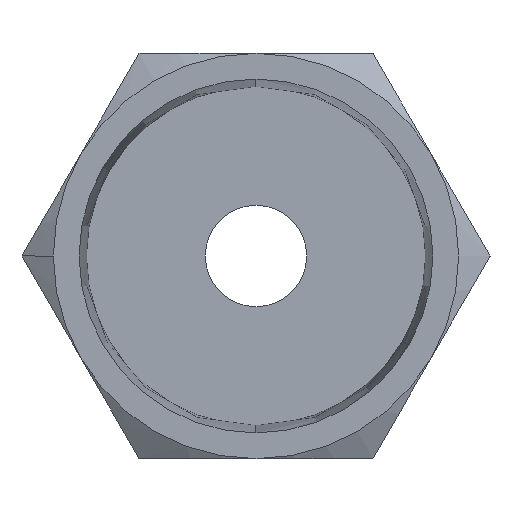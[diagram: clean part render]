
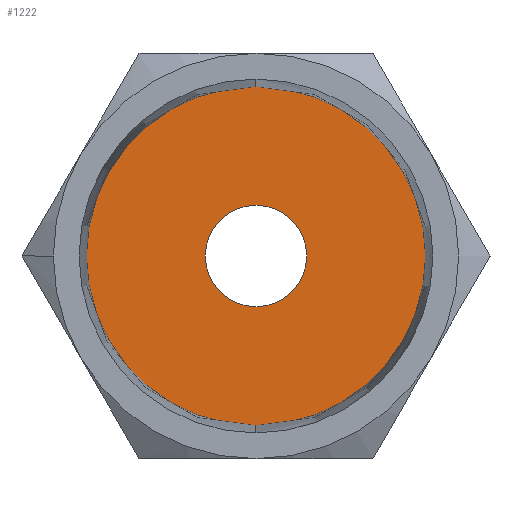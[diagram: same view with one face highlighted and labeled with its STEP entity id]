
A CAD part, front view. The second image highlights one B-rep face of the part: STEP entity #1222.
In plain terms, the highlighted planar face has unit normal (0, -1, 0).
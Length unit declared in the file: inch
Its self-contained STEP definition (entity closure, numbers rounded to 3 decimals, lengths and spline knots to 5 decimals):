
#21 = DIRECTION ( 'NONE',  ( 0., -1., 0. ) ) ;
#43 = AXIS2_PLACEMENT_3D ( 'NONE', #1330, #1078, #1032 ) ;
#122 = CARTESIAN_POINT ( 'NONE',  ( 0., -0.07874, -0.39527 ) ) ;
#176 = DIRECTION ( 'NONE',  ( 0., 0., -1. ) ) ;
#197 = DIRECTION ( 'NONE',  ( 0., -1., 0. ) ) ;
#213 = CARTESIAN_POINT ( 'NONE',  ( 0., -0.07874, 0. ) ) ;
#216 = FACE_BOUND ( 'NONE', #1095, .T. ) ;
#321 = CARTESIAN_POINT ( 'NONE',  ( -0.25669, -0.07874, 0. ) ) ;
#382 = EDGE_LOOP ( 'NONE', ( #1658, #826 ) ) ;
#442 = CIRCLE ( 'NONE', #765, 0.11811 ) ;
#563 = VERTEX_POINT ( 'NONE', #122 ) ;
#616 = EDGE_CURVE ( 'NONE', #1633, #563, #997, .T. ) ;
#680 = CARTESIAN_POINT ( 'NONE',  ( 0., -0.07874, -0.11811 ) ) ;
#690 = FACE_OUTER_BOUND ( 'NONE', #382, .T. ) ;
#765 = AXIS2_PLACEMENT_3D ( 'NONE', #1083, #21, #1263 ) ;
#787 = AXIS2_PLACEMENT_3D ( 'NONE', #991, #2197, #1160 ) ;
#826 = ORIENTED_EDGE ( 'NONE', *, *, #616, .T. ) ;
#832 = CARTESIAN_POINT ( 'NONE',  ( 0., -0.07874, 0.11811 ) ) ;
#865 = CIRCLE ( 'NONE', #2177, 0.39527 ) ;
#889 = CARTESIAN_POINT ( 'NONE',  ( 0., -0.07874, 0.39527 ) ) ;
#922 = CIRCLE ( 'NONE', #787, 0.11811 ) ;
#991 = CARTESIAN_POINT ( 'NONE',  ( 0., -0.07874, 0. ) ) ;
#997 = CIRCLE ( 'NONE', #43, 0.39527 ) ;
#1023 = EDGE_CURVE ( 'NONE', #563, #1633, #865, .T. ) ;
#1032 = DIRECTION ( 'NONE',  ( 0., 0., -1. ) ) ;
#1078 = DIRECTION ( 'NONE',  ( 0., -1., 0. ) ) ;
#1083 = CARTESIAN_POINT ( 'NONE',  ( 0., -0.07874, 0. ) ) ;
#1095 = EDGE_LOOP ( 'NONE', ( #1930, #1391 ) ) ;
#1119 = VERTEX_POINT ( 'NONE', #832 ) ;
#1160 = DIRECTION ( 'NONE',  ( 0., 0., -1. ) ) ;
#1222 = ADVANCED_FACE ( 'NONE', ( #216, #690 ), #1895, .F. ) ;
#1263 = DIRECTION ( 'NONE',  ( 0., 0., -1. ) ) ;
#1330 = CARTESIAN_POINT ( 'NONE',  ( 0., -0.07874, 0. ) ) ;
#1369 = EDGE_CURVE ( 'NONE', #1929, #1119, #922, .T. ) ;
#1384 = DIRECTION ( 'NONE',  ( 0., 1., 0. ) ) ;
#1391 = ORIENTED_EDGE ( 'NONE', *, *, #2175, .F. ) ;
#1633 = VERTEX_POINT ( 'NONE', #889 ) ;
#1658 = ORIENTED_EDGE ( 'NONE', *, *, #1023, .T. ) ;
#1895 = PLANE ( 'NONE',  #1975 ) ;
#1929 = VERTEX_POINT ( 'NONE', #680 ) ;
#1930 = ORIENTED_EDGE ( 'NONE', *, *, #1369, .F. ) ;
#1975 = AXIS2_PLACEMENT_3D ( 'NONE', #321, #1384, #2070 ) ;
#2070 = DIRECTION ( 'NONE',  ( 0., 0., 1. ) ) ;
#2175 = EDGE_CURVE ( 'NONE', #1119, #1929, #442, .T. ) ;
#2177 = AXIS2_PLACEMENT_3D ( 'NONE', #213, #197, #176 ) ;
#2197 = DIRECTION ( 'NONE',  ( 0., -1., 0. ) ) ;
